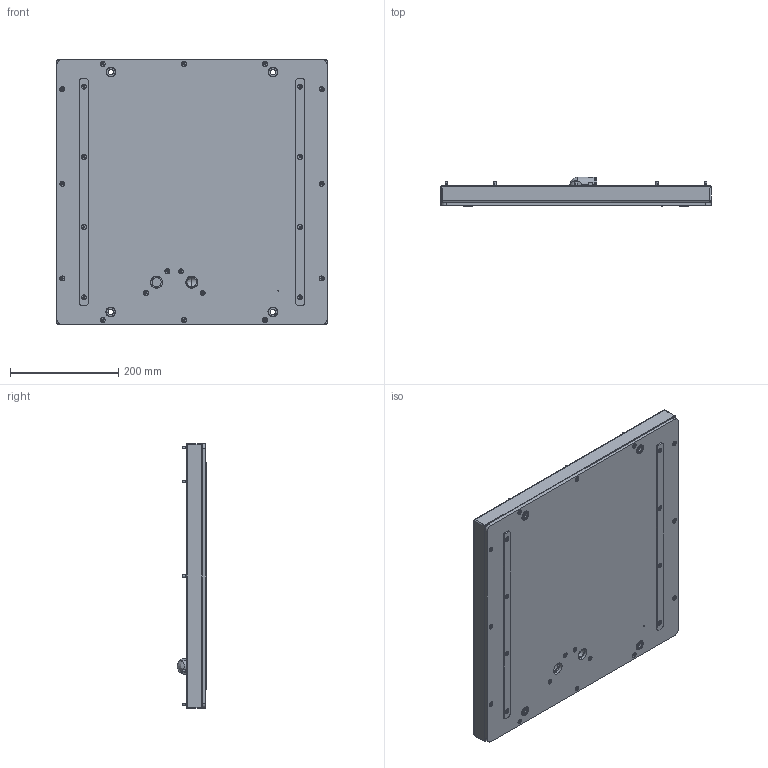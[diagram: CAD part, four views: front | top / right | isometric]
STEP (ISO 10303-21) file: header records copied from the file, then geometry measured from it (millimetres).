
FILE_DESCRIPTION (( 'STEP AP214' ), '1' );
FILE_NAME ('INGUN_109686.STEP', '2024-03-06T09:55:12', ( '' ), ( '' ), 'SwSTEP 2.0', 'SolidWorks 2021', '' );
FILE_SCHEMA (( 'AUTOMOTIVE_DESIGN' ));
Length unit declared in the file: millimetre
Products named in the file (15): 109396~0_S; Gewindebuchse~n_M04-06,0 offen; 11657~0; DIN7991~n_M04,0x010; DIN7991~n_M04,0x016 VA; 19420~3; KT-Master__ADA~kt_KT-158 02; DIN7991~n_M04,0x010 VA; 107793~3_KUNDE<S>; 17285~0_S; 107828~0_S; 113446~0_S; 11683~0; INGUN_109686; 107827~0_S
Assembly tree (54 placements, depth 3):
  INGUN_109686
    107793~3_KUNDE<S>
    DIN7991~n_M04,0x016 VA  x12
    107828~0_S  x2
    DIN7991~n_M04,0x010  x8
    17285~0_S  x4
    109396~0_S
    DIN7991~n_M04,0x010 VA  x12
    KT-Master__ADA~kt_KT-158 02
    113446~0_S
      107827~0_S
      11657~0
      Gewindebuchse~n_M04-06,0 offen  x4
      DIN7991~n_M04,0x010  x4
      11683~0
      19420~3
Bounding box: 500 x 55.41 x 490 mm (x, y, z)
Volume: 1770837.9 mm3; surface area: 800147.1 mm2
Topology: 66 solids, 66 shells, 2208 faces, 5267 edges, 3373 vertices
Faces by surface type: cylinder 1064, plane 820, cone 252, bspline 46, torus 26
Entity records: 27350 total; most frequent: CARTESIAN_POINT 6707, DIRECTION 4267, ORIENTED_EDGE 3858, EDGE_CURVE 1929, AXIS2_PLACEMENT_3D 1647, VERTEX_POINT 1223, EDGE_LOOP 1036, LINE 973
